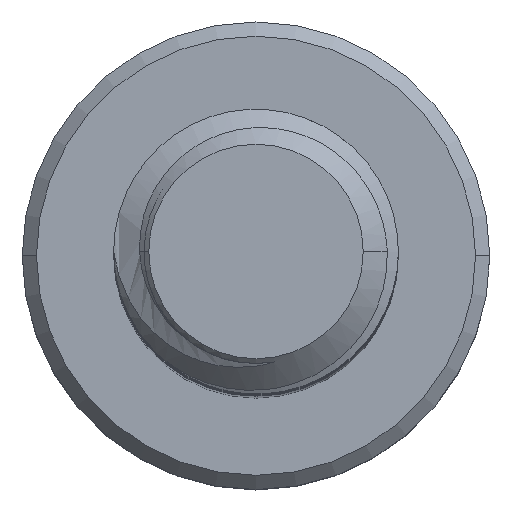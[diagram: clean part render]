
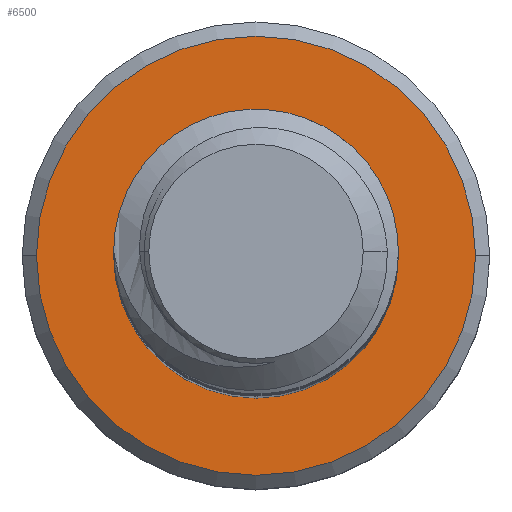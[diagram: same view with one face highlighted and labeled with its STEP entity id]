
A CAD part, top view. The second image highlights one B-rep face of the part: STEP entity #6500.
In plain terms, the highlighted planar face has unit normal (0, 0, 1).
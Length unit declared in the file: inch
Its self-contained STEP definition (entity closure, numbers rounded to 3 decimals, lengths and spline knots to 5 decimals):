
#173 = CIRCLE ( 'NONE', #1016, 0.1465 ) ;
#208 = AXIS2_PLACEMENT_3D ( 'NONE', #4728, #6757, #1157 ) ;
#232 = EDGE_CURVE ( 'NONE', #3405, #938, #173, .T. ) ;
#441 = ORIENTED_EDGE ( 'NONE', *, *, #1149, .T. ) ;
#546 = EDGE_CURVE ( 'NONE', #5450, #4235, #819, .T. ) ;
#750 = CARTESIAN_POINT ( 'NONE',  ( -0.1465, 0., -1.625 ) ) ;
#819 = CIRCLE ( 'NONE', #5206, 0.095 ) ;
#938 = VERTEX_POINT ( 'NONE', #750 ) ;
#1016 = AXIS2_PLACEMENT_3D ( 'NONE', #5733, #5466, #5509 ) ;
#1149 = EDGE_CURVE ( 'NONE', #938, #3405, #6618, .T. ) ;
#1157 = DIRECTION ( 'NONE',  ( -1., 0., 0. ) ) ;
#1408 = ORIENTED_EDGE ( 'NONE', *, *, #6453, .F. ) ;
#1927 = CARTESIAN_POINT ( 'NONE',  ( -0.095, 0., -1.625 ) ) ;
#2010 = CARTESIAN_POINT ( 'NONE',  ( 0., 0., -1.625 ) ) ;
#2025 = DIRECTION ( 'NONE',  ( 0., 0., 1. ) ) ;
#2039 = DIRECTION ( 'NONE',  ( -1., 0., 0. ) ) ;
#2636 = CIRCLE ( 'NONE', #4879, 0.095 ) ;
#3018 = EDGE_LOOP ( 'NONE', ( #441, #6776 ) ) ;
#3168 = CARTESIAN_POINT ( 'NONE',  ( 0.095, 0., -1.625 ) ) ;
#3393 = EDGE_LOOP ( 'NONE', ( #5736, #1408 ) ) ;
#3405 = VERTEX_POINT ( 'NONE', #5570 ) ;
#4235 = VERTEX_POINT ( 'NONE', #1927 ) ;
#4477 = DIRECTION ( 'NONE',  ( -1., 0., 0. ) ) ;
#4494 = DIRECTION ( 'NONE',  ( 0., 0., 1. ) ) ;
#4495 = CARTESIAN_POINT ( 'NONE',  ( 0., 0., -1.625 ) ) ;
#4728 = CARTESIAN_POINT ( 'NONE',  ( 0., 0., -1.625 ) ) ;
#4879 = AXIS2_PLACEMENT_3D ( 'NONE', #4495, #4494, #4477 ) ;
#5187 = CARTESIAN_POINT ( 'NONE',  ( 0., 0., -1.625 ) ) ;
#5199 = DIRECTION ( 'NONE',  ( 0., 0., 1. ) ) ;
#5206 = AXIS2_PLACEMENT_3D ( 'NONE', #5187, #5199, #5207 ) ;
#5207 = DIRECTION ( 'NONE',  ( -1., 0., 0. ) ) ;
#5450 = VERTEX_POINT ( 'NONE', #3168 ) ;
#5466 = DIRECTION ( 'NONE',  ( 0., 0., 1. ) ) ;
#5509 = DIRECTION ( 'NONE',  ( -1., 0., 0. ) ) ;
#5570 = CARTESIAN_POINT ( 'NONE',  ( 0.1465, 0., -1.625 ) ) ;
#5733 = CARTESIAN_POINT ( 'NONE',  ( 0., 0., -1.625 ) ) ;
#5736 = ORIENTED_EDGE ( 'NONE', *, *, #546, .F. ) ;
#6453 = EDGE_CURVE ( 'NONE', #4235, #5450, #2636, .T. ) ;
#6500 = ADVANCED_FACE ( 'NONE', ( #6683, #7292 ), #7537, .F. ) ;
#6618 = CIRCLE ( 'NONE', #6935, 0.1465 ) ;
#6683 = FACE_OUTER_BOUND ( 'NONE', #3018, .T. ) ;
#6757 = DIRECTION ( 'NONE',  ( 0., 0., -1. ) ) ;
#6776 = ORIENTED_EDGE ( 'NONE', *, *, #232, .T. ) ;
#6935 = AXIS2_PLACEMENT_3D ( 'NONE', #2010, #2025, #2039 ) ;
#7292 = FACE_BOUND ( 'NONE', #3393, .T. ) ;
#7537 = PLANE ( 'NONE',  #208 ) ;
